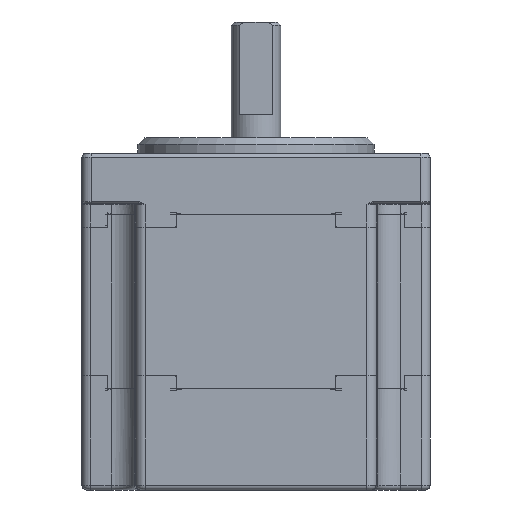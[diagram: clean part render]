
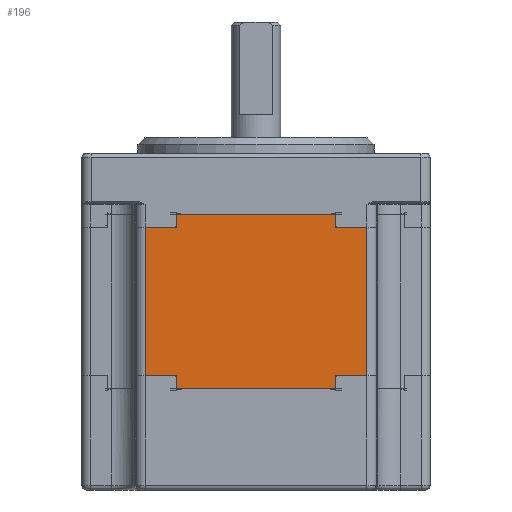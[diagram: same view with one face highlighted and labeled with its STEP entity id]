
A CAD part, front view. The second image highlights one B-rep face of the part: STEP entity #196.
In plain terms, the highlighted planar face has unit normal (0, -1, 0).
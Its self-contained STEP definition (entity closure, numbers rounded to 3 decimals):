
#82 = VERTEX_POINT ( 'NONE', #26959 ) ;
#120 = VERTEX_POINT ( 'NONE', #27020 ) ;
#128 = VERTEX_POINT ( 'NONE', #27063 ) ;
#133 = VERTEX_POINT ( 'NONE', #27060 ) ;
#135 = EDGE_CURVE ( 'NONE', #82, #128, #27059, .T. ) ;
#146 = VERTEX_POINT ( 'NONE', #27095 ) ;
#148 = VERTEX_POINT ( 'NONE', #27094 ) ;
#159 = EDGE_CURVE ( 'NONE', #133, #146, #27085, .T. ) ;
#190 = ORIENTED_EDGE ( 'NONE', *, *, #194, .F. ) ;
#192 = EDGE_LOOP ( 'NONE', ( #190, #3939, #4129, #3498, #3093, #2981, #2784, #209, #17507, #14901, #210, #15868 ) ) ;
#194 = EDGE_CURVE ( 'NONE', #120, #148, #27207, .T. ) ;
#196 = ADVANCED_FACE ( 'NONE', ( #27203 ), #27202, .F. ) ;
#199 = VERTEX_POINT ( 'NONE', #27192 ) ;
#201 = EDGE_CURVE ( 'NONE', #199, #120, #27191, .T. ) ;
#209 = ORIENTED_EDGE ( 'NONE', *, *, #159, .T. ) ;
#210 = ORIENTED_EDGE ( 'NONE', *, *, #30266, .T. ) ;
#2784 = ORIENTED_EDGE ( 'NONE', *, *, #17492, .F. ) ;
#2981 = ORIENTED_EDGE ( 'NONE', *, *, #135, .F. ) ;
#3002 = VERTEX_POINT ( 'NONE', #27293 ) ;
#3093 = ORIENTED_EDGE ( 'NONE', *, *, #3111, .F. ) ;
#3111 = EDGE_CURVE ( 'NONE', #128, #3002, #27292, .T. ) ;
#3479 = VERTEX_POINT ( 'NONE', #27288 ) ;
#3498 = ORIENTED_EDGE ( 'NONE', *, *, #3524, .F. ) ;
#3524 = EDGE_CURVE ( 'NONE', #3002, #3479, #27287, .T. ) ;
#3939 = ORIENTED_EDGE ( 'NONE', *, *, #201, .F. ) ;
#4065 = EDGE_CURVE ( 'NONE', #3479, #199, #27283, .T. ) ;
#4129 = ORIENTED_EDGE ( 'NONE', *, *, #4065, .F. ) ;
#4947 = VERTEX_POINT ( 'NONE', #27274 ) ;
#10148 = DIRECTION ( 'NONE',  ( 1., 0., 0. ) ) ;
#10149 = VECTOR ( 'NONE', #10148, 1000. ) ;
#10151 = CARTESIAN_POINT ( 'NONE',  ( -18.21, -28.1, 0. ) ) ;
#10153 = LINE ( 'NONE', #10151, #10149 ) ;
#14901 = ORIENTED_EDGE ( 'NONE', *, *, #17745, .F. ) ;
#15868 = ORIENTED_EDGE ( 'NONE', *, *, #15913, .F. ) ;
#15913 = EDGE_CURVE ( 'NONE', #148, #4947, #28121, .T. ) ;
#17492 = EDGE_CURVE ( 'NONE', #133, #82, #28233, .T. ) ;
#17507 = ORIENTED_EDGE ( 'NONE', *, *, #17511, .F. ) ;
#17511 = EDGE_CURVE ( 'NONE', #17746, #146, #28255, .T. ) ;
#17735 = VERTEX_POINT ( 'NONE', #28639 ) ;
#17745 = EDGE_CURVE ( 'NONE', #17735, #17746, #28692, .T. ) ;
#17746 = VERTEX_POINT ( 'NONE', #28688 ) ;
#26959 = CARTESIAN_POINT ( 'NONE',  ( -13.159, -28.1, 26. ) ) ;
#27020 = CARTESIAN_POINT ( 'NONE',  ( 17.597, -28.1, 2. ) ) ;
#27055 = DIRECTION ( 'NONE',  ( 0., 0., 1. ) ) ;
#27056 = VECTOR ( 'NONE', #27055, 1000. ) ;
#27058 = CARTESIAN_POINT ( 'NONE',  ( -13.159, -28.1, 26. ) ) ;
#27059 = LINE ( 'NONE', #27058, #27056 ) ;
#27060 = CARTESIAN_POINT ( 'NONE',  ( -18.21, -28.1, 26. ) ) ;
#27063 = CARTESIAN_POINT ( 'NONE',  ( -13.159, -28.1, 28. ) ) ;
#27085 = LINE ( 'NONE', #27142, #27141 ) ;
#27094 = CARTESIAN_POINT ( 'NONE',  ( 12.547, -28.1, 2. ) ) ;
#27095 = CARTESIAN_POINT ( 'NONE',  ( -18.21, -28.1, 2. ) ) ;
#27140 = DIRECTION ( 'NONE',  ( 0., 0., -1. ) ) ;
#27141 = VECTOR ( 'NONE', #27140, 1000. ) ;
#27142 = CARTESIAN_POINT ( 'NONE',  ( -18.21, -28.1, 28. ) ) ;
#27188 = DIRECTION ( 'NONE',  ( 0., 0., -1. ) ) ;
#27189 = VECTOR ( 'NONE', #27188, 1000. ) ;
#27190 = CARTESIAN_POINT ( 'NONE',  ( 17.597, -28.1, 28. ) ) ;
#27191 = LINE ( 'NONE', #27190, #27189 ) ;
#27192 = CARTESIAN_POINT ( 'NONE',  ( 17.597, -28.1, 26. ) ) ;
#27198 = DIRECTION ( 'NONE',  ( 0., 0., 1. ) ) ;
#27199 = DIRECTION ( 'NONE',  ( 0., 1., 0. ) ) ;
#27200 = CARTESIAN_POINT ( 'NONE',  ( -18.21, -28.1, 28. ) ) ;
#27201 = AXIS2_PLACEMENT_3D ( 'NONE', #27200, #27199, #27198 ) ;
#27202 = PLANE ( 'NONE',  #27201 ) ;
#27203 = FACE_OUTER_BOUND ( 'NONE', #192, .T. ) ;
#27204 = DIRECTION ( 'NONE',  ( -1., 0., 0. ) ) ;
#27205 = VECTOR ( 'NONE', #27204, 1000. ) ;
#27206 = CARTESIAN_POINT ( 'NONE',  ( -18.21, -28.1, 2. ) ) ;
#27207 = LINE ( 'NONE', #27206, #27205 ) ;
#27274 = CARTESIAN_POINT ( 'NONE',  ( 12.547, -28.1, 0. ) ) ;
#27280 = DIRECTION ( 'NONE',  ( 1., 0., 0. ) ) ;
#27281 = VECTOR ( 'NONE', #27280, 1000. ) ;
#27282 = CARTESIAN_POINT ( 'NONE',  ( -18.21, -28.1, 26. ) ) ;
#27283 = LINE ( 'NONE', #27282, #27281 ) ;
#27284 = DIRECTION ( 'NONE',  ( 0., 0., -1. ) ) ;
#27285 = VECTOR ( 'NONE', #27284, 1000. ) ;
#27286 = CARTESIAN_POINT ( 'NONE',  ( 12.547, -28.1, 26. ) ) ;
#27287 = LINE ( 'NONE', #27286, #27285 ) ;
#27288 = CARTESIAN_POINT ( 'NONE',  ( 12.547, -28.1, 26. ) ) ;
#27289 = DIRECTION ( 'NONE',  ( 1., 0., 0. ) ) ;
#27290 = VECTOR ( 'NONE', #27289, 1000. ) ;
#27291 = CARTESIAN_POINT ( 'NONE',  ( -18.21, -28.1, 28. ) ) ;
#27292 = LINE ( 'NONE', #27291, #27290 ) ;
#27293 = CARTESIAN_POINT ( 'NONE',  ( 12.547, -28.1, 28. ) ) ;
#28118 = DIRECTION ( 'NONE',  ( 0., 0., -1. ) ) ;
#28119 = VECTOR ( 'NONE', #28118, 1000. ) ;
#28120 = CARTESIAN_POINT ( 'NONE',  ( 12.547, -28.1, 2. ) ) ;
#28121 = LINE ( 'NONE', #28120, #28119 ) ;
#28230 = DIRECTION ( 'NONE',  ( 1., 0., 0. ) ) ;
#28231 = VECTOR ( 'NONE', #28230, 1000. ) ;
#28232 = CARTESIAN_POINT ( 'NONE',  ( -18.21, -28.1, 26. ) ) ;
#28233 = LINE ( 'NONE', #28232, #28231 ) ;
#28252 = DIRECTION ( 'NONE',  ( -1., 0., 0. ) ) ;
#28253 = VECTOR ( 'NONE', #28252, 1000. ) ;
#28254 = CARTESIAN_POINT ( 'NONE',  ( -18.21, -28.1, 2. ) ) ;
#28255 = LINE ( 'NONE', #28254, #28253 ) ;
#28639 = CARTESIAN_POINT ( 'NONE',  ( -13.159, -28.1, 0. ) ) ;
#28688 = CARTESIAN_POINT ( 'NONE',  ( -13.159, -28.1, 2. ) ) ;
#28689 = DIRECTION ( 'NONE',  ( 0., 0., 1. ) ) ;
#28690 = VECTOR ( 'NONE', #28689, 1000. ) ;
#28691 = CARTESIAN_POINT ( 'NONE',  ( -13.159, -28.1, 2. ) ) ;
#28692 = LINE ( 'NONE', #28691, #28690 ) ;
#30266 = EDGE_CURVE ( 'NONE', #17735, #4947, #10153, .T. ) ;
